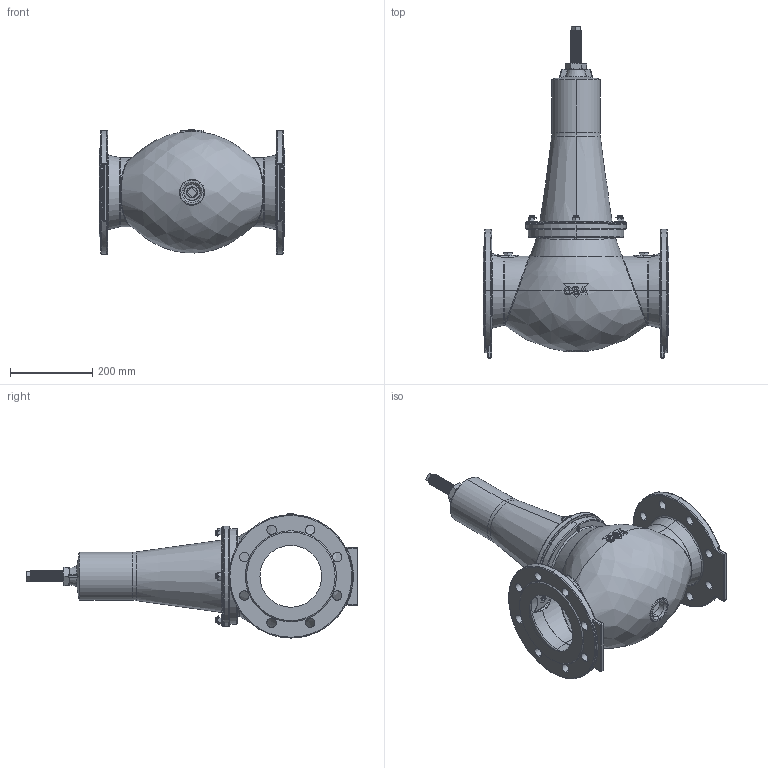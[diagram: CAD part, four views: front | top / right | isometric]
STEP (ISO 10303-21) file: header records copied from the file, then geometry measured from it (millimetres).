
FILE_DESCRIPTION (( 'STEP AP214' ), '1' );
FILE_NAME ('superfici riduttore DN150.STEP', '2014-10-10T12:51:17', ( '' ), ( '' ), 'SwSTEP 2.0', 'SolidWorks 2013', '' );
FILE_SCHEMA (( 'AUTOMOTIVE_DESIGN' ));
Length unit declared in the file: millimetre
Products named in the file (1): superfici riduttore DN150
Bounding box: 450 x 806 x 301.49 mm (x, y, z)
Surface area: 803260.6 mm2 (no closed solid volume)
Topology: 0 solids, 28 shells, 671 faces, 1794 edges, 1076 vertices
Faces by surface type: cone 219, cylinder 164, plane 110, bspline 101, torus 67, sphere 10
Entity records: 40827 total; most frequent: CARTESIAN_POINT 17735, DIRECTION 3251, ORIENTED_EDGE 3163, EDGE_CURVE 1784, AXIS2_PLACEMENT_3D 1374, VERTEX_POINT 1076, CIRCLE 803, EDGE_LOOP 722
